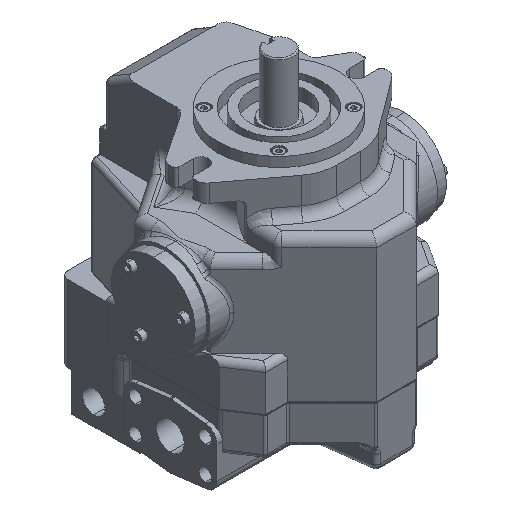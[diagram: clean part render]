
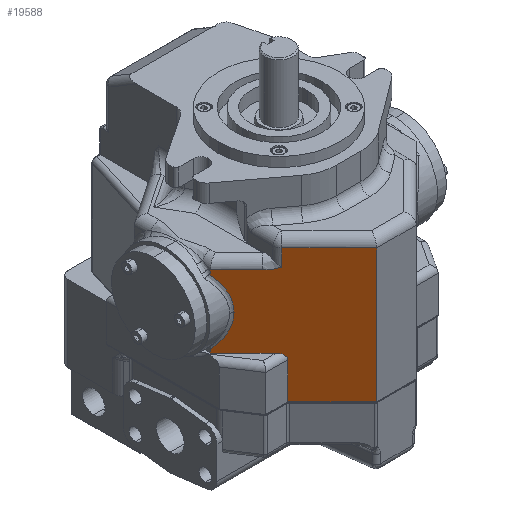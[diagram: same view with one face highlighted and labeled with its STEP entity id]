
A CAD part, isometric view. The second image highlights one B-rep face of the part: STEP entity #19588.
In plain terms, the highlighted planar face has unit normal (-0.708, -0.706, 0).
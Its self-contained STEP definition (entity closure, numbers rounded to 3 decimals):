
#233 = CARTESIAN_POINT ( 'NONE',  ( -45.749, -47.647, 60.88 ) ) ;
#613 = CARTESIAN_POINT ( 'NONE',  ( -70.328, -22.99, 45.261 ) ) ;
#680 = CARTESIAN_POINT ( 'NONE',  ( -43.652, -49.752, -5.12 ) ) ;
#994 = CARTESIAN_POINT ( 'NONE',  ( -69.978, -23.341, 46.59 ) ) ;
#1524 = VERTEX_POINT ( 'NONE', #22396 ) ;
#1607 = ORIENTED_EDGE ( 'NONE', *, *, #35976, .T. ) ;
#1631 = VECTOR ( 'NONE', #36210, 1000. ) ;
#2026 = CARTESIAN_POINT ( 'NONE',  ( -45.749, -47.647, 49.48 ) ) ;
#2267 = CARTESIAN_POINT ( 'NONE',  ( -49.974, -43.409, 47.88 ) ) ;
#2671 = B_SPLINE_CURVE_WITH_KNOTS ( 'NONE', 3,
 ( #3758, #994, #29530, #32333, #12623, #17885, #613, #18007 ),
 .UNSPECIFIED., .F., .F.,
 ( 4, 2, 2, 4 ),
 ( 0., 0.001, 0.001, 0.002 ),
 .UNSPECIFIED. ) ;
#3130 = EDGE_CURVE ( 'NONE', #17805, #10910, #26912, .T. ) ;
#3428 = PLANE ( 'NONE',  #9300 ) ;
#3758 = CARTESIAN_POINT ( 'NONE',  ( -69.978, -23.341, 46.91 ) ) ;
#3765 = LINE ( 'NONE', #29249, #29087 ) ;
#3771 = VECTOR ( 'NONE', #35367, 1000. ) ;
#3836 = CARTESIAN_POINT ( 'NONE',  ( -52.249, -41.126, 47.88 ) ) ;
#4044 = EDGE_CURVE ( 'NONE', #29862, #1524, #9246, .T. ) ;
#4046 = CARTESIAN_POINT ( 'NONE',  ( -64.749, -28.586, 7.239 ) ) ;
#4172 = VERTEX_POINT ( 'NONE', #25065 ) ;
#4230 = DIRECTION ( 'NONE',  ( 0., 0., 1. ) ) ;
#4648 = CARTESIAN_POINT ( 'NONE',  ( -64.907, -28.428, 38.947 ) ) ;
#4872 = VERTEX_POINT ( 'NONE', #13641 ) ;
#5350 = EDGE_CURVE ( 'NONE', #17805, #18410, #26052, .T. ) ;
#5412 = CARTESIAN_POINT ( 'NONE',  ( -43.652, -49.752, -5.12 ) ) ;
#5909 = ORIENTED_EDGE ( 'NONE', *, *, #30370, .T. ) ;
#5917 = EDGE_LOOP ( 'NONE', ( #8123, #25550, #11825, #25513, #34810, #18027, #1607, #7041, #26125, #18923, #5909, #24619, #15044, #14291 ) ) ;
#6917 = LINE ( 'NONE', #26847, #22264 ) ;
#7041 = ORIENTED_EDGE ( 'NONE', *, *, #33298, .F. ) ;
#7080 = DIRECTION ( 'NONE',  ( 0., 0., -1. ) ) ;
#7427 = VERTEX_POINT ( 'NONE', #27001 ) ;
#7545 = CARTESIAN_POINT ( 'NONE',  ( -61.963, -31.382, 31.185 ) ) ;
#8123 = ORIENTED_EDGE ( 'NONE', *, *, #17847, .T. ) ;
#8232 = VERTEX_POINT ( 'NONE', #11480 ) ;
#8340 = VECTOR ( 'NONE', #4230, 1000. ) ;
#8909 = CARTESIAN_POINT ( 'NONE',  ( -13.5, -80., 60.88 ) ) ;
#9246 = LINE ( 'NONE', #35353, #8340 ) ;
#9300 = AXIS2_PLACEMENT_3D ( 'NONE', #35557, #9601, #11907 ) ;
#9601 = DIRECTION ( 'NONE',  ( 0.708, 0.706, 0. ) ) ;
#9736 = LINE ( 'NONE', #13915, #1631 ) ;
#10169 = FACE_OUTER_BOUND ( 'NONE', #5917, .T. ) ;
#10367 = VERTEX_POINT ( 'NONE', #3836 ) ;
#10910 = VERTEX_POINT ( 'NONE', #31115 ) ;
#11139 = VECTOR ( 'NONE', #34513, 1000. ) ;
#11454 = VERTEX_POINT ( 'NONE', #12008 ) ;
#11480 = CARTESIAN_POINT ( 'NONE',  ( -43.652, -49.752, -30.12 ) ) ;
#11825 = ORIENTED_EDGE ( 'NONE', *, *, #18178, .T. ) ;
#11907 = DIRECTION ( 'NONE',  ( -0.706, 0.708, 0. ) ) ;
#12008 = CARTESIAN_POINT ( 'NONE',  ( -69.978, -23.341, 1.106 ) ) ;
#12181 = CARTESIAN_POINT ( 'NONE',  ( -45.303, -48.095, -1.12 ) ) ;
#12350 = DIRECTION ( 'NONE',  ( -0.706, 0.708, 0. ) ) ;
#12623 = CARTESIAN_POINT ( 'NONE',  ( -70.146, -23.173, 45.667 ) ) ;
#13077 = EDGE_CURVE ( 'NONE', #7427, #4172, #22999, .T. ) ;
#13641 = CARTESIAN_POINT ( 'NONE',  ( -45.749, -47.647, 49.48 ) ) ;
#13745 = CARTESIAN_POINT ( 'NONE',  ( -52.249, -41.126, 47.88 ) ) ;
#13915 = CARTESIAN_POINT ( 'NONE',  ( -69.978, -23.341, 47.88 ) ) ;
#14138 = VECTOR ( 'NONE', #36247, 1000. ) ;
#14291 = ORIENTED_EDGE ( 'NONE', *, *, #4044, .F. ) ;
#15044 = ORIENTED_EDGE ( 'NONE', *, *, #19363, .T. ) ;
#15107 = CARTESIAN_POINT ( 'NONE',  ( -69.978, -23.341, -30.12 ) ) ;
#16447 = VERTEX_POINT ( 'NONE', #233 ) ;
#16572 = LINE ( 'NONE', #16848, #18376 ) ;
#16848 = CARTESIAN_POINT ( 'NONE',  ( -47.5, -45.891, 60.88 ) ) ;
#17293 = EDGE_CURVE ( 'NONE', #4872, #10367, #35080, .T. ) ;
#17805 = VERTEX_POINT ( 'NONE', #29773 ) ;
#17847 = EDGE_CURVE ( 'NONE', #29862, #7427, #2671, .T. ) ;
#17885 = CARTESIAN_POINT ( 'NONE',  ( -70.258, -23.06, 45.39 ) ) ;
#17912 = CARTESIAN_POINT ( 'NONE',  ( -13.5, -80., -30.12 ) ) ;
#18007 = CARTESIAN_POINT ( 'NONE',  ( -70.41, -22.908, 45.151 ) ) ;
#18027 = ORIENTED_EDGE ( 'NONE', *, *, #5350, .T. ) ;
#18178 = EDGE_CURVE ( 'NONE', #4172, #11454, #32750, .T. ) ;
#18376 = VECTOR ( 'NONE', #30900, 1000. ) ;
#18410 = VERTEX_POINT ( 'NONE', #5412 ) ;
#18923 = ORIENTED_EDGE ( 'NONE', *, *, #28094, .T. ) ;
#18961 = VECTOR ( 'NONE', #7080, 1000. ) ;
#19363 = EDGE_CURVE ( 'NONE', #10367, #1524, #9736, .T. ) ;
#19588 = ADVANCED_FACE ( 'NONE', ( #10169 ), #3428, .F. ) ;
#19998 = VERTEX_POINT ( 'NONE', #17912 ) ;
#21215 = LINE ( 'NONE', #27027, #18961 ) ;
#21794 = LINE ( 'NONE', #26710, #14138 ) ;
#21906 = CARTESIAN_POINT ( 'NONE',  ( -70.41, -22.908, 45.151 ) ) ;
#22264 = VECTOR ( 'NONE', #32695, 1000. ) ;
#22396 = CARTESIAN_POINT ( 'NONE',  ( -69.978, -23.341, 47.88 ) ) ;
#22451 = CARTESIAN_POINT ( 'NONE',  ( -47.765, -45.625, 48.424 ) ) ;
#22999 =( BOUNDED_CURVE ( )  B_SPLINE_CURVE ( 3, ( #21906, #4648, #7545, #27856 ),
 .UNSPECIFIED., .F., .F. ) 
 B_SPLINE_CURVE_WITH_KNOTS ( ( 4, 4 ),
 ( 5.556, 6.283 ),
 .UNSPECIFIED. ) 
 CURVE ( )  GEOMETRIC_REPRESENTATION_ITEM ( )  RATIONAL_B_SPLINE_CURVE ( ( 1., 0.956, 0.956, 1. ) ) 
 REPRESENTATION_ITEM ( '' )  );
#24619 = ORIENTED_EDGE ( 'NONE', *, *, #17293, .T. ) ;
#25065 = CARTESIAN_POINT ( 'NONE',  ( -61.963, -31.382, 22.88 ) ) ;
#25513 = ORIENTED_EDGE ( 'NONE', *, *, #35893, .F. ) ;
#25550 = ORIENTED_EDGE ( 'NONE', *, *, #13077, .T. ) ;
#26052 =( BOUNDED_CURVE ( )  B_SPLINE_CURVE ( 3, ( #35317, #12181, #29204, #680 ),
 .UNSPECIFIED., .F., .F. ) 
 B_SPLINE_CURVE_WITH_KNOTS ( ( 4, 4 ),
 ( 1.571, 3.142 ),
 .UNSPECIFIED. ) 
 CURVE ( )  GEOMETRIC_REPRESENTATION_ITEM ( )  RATIONAL_B_SPLINE_CURVE ( ( 1., 0.805, 0.805, 1. ) ) 
 REPRESENTATION_ITEM ( '' )  );
#26059 = EDGE_CURVE ( 'NONE', #19998, #33219, #21794, .T. ) ;
#26125 = ORIENTED_EDGE ( 'NONE', *, *, #26059, .T. ) ;
#26710 = CARTESIAN_POINT ( 'NONE',  ( -13.5, -80., -30.12 ) ) ;
#26847 = CARTESIAN_POINT ( 'NONE',  ( -43.652, -49.752, -30.12 ) ) ;
#26912 = LINE ( 'NONE', #28763, #11139 ) ;
#26948 = CARTESIAN_POINT ( 'NONE',  ( -69.978, -23.341, 46.91 ) ) ;
#27001 = CARTESIAN_POINT ( 'NONE',  ( -70.41, -22.908, 45.151 ) ) ;
#27027 = CARTESIAN_POINT ( 'NONE',  ( -45.749, -47.647, -30.12 ) ) ;
#27507 = CARTESIAN_POINT ( 'NONE',  ( -69.978, -23.341, 1.106 ) ) ;
#27856 = CARTESIAN_POINT ( 'NONE',  ( -61.963, -31.382, 22.88 ) ) ;
#28094 = EDGE_CURVE ( 'NONE', #33219, #16447, #16572, .T. ) ;
#28763 = CARTESIAN_POINT ( 'NONE',  ( -69.978, -23.341, -1.12 ) ) ;
#29087 = VECTOR ( 'NONE', #12350, 1000. ) ;
#29204 = CARTESIAN_POINT ( 'NONE',  ( -43.652, -49.752, -2.777 ) ) ;
#29249 = CARTESIAN_POINT ( 'NONE',  ( -69.978, -23.341, -30.12 ) ) ;
#29530 = CARTESIAN_POINT ( 'NONE',  ( -70.003, -23.316, 46.272 ) ) ;
#29773 = CARTESIAN_POINT ( 'NONE',  ( -47.639, -45.752, -1.12 ) ) ;
#29862 = VERTEX_POINT ( 'NONE', #26948 ) ;
#30370 = EDGE_CURVE ( 'NONE', #16447, #4872, #21215, .T. ) ;
#30425 = CARTESIAN_POINT ( 'NONE',  ( -61.963, -31.382, 22.88 ) ) ;
#30900 = DIRECTION ( 'NONE',  ( -0.706, 0.708, 0. ) ) ;
#31115 = CARTESIAN_POINT ( 'NONE',  ( -69.978, -23.341, -1.12 ) ) ;
#32333 = CARTESIAN_POINT ( 'NONE',  ( -70.103, -23.216, 45.814 ) ) ;
#32695 = DIRECTION ( 'NONE',  ( 0., 0., -1. ) ) ;
#32750 =( BOUNDED_CURVE ( )  B_SPLINE_CURVE ( 3, ( #30425, #33484, #4046, #27507 ),
 .UNSPECIFIED., .F., .F. ) 
 B_SPLINE_CURVE_WITH_KNOTS ( ( 4, 4 ),
 ( 0., 0.708 ),
 .UNSPECIFIED. ) 
 CURVE ( )  GEOMETRIC_REPRESENTATION_ITEM ( )  RATIONAL_B_SPLINE_CURVE ( ( 1., 0.959, 0.959, 1. ) ) 
 REPRESENTATION_ITEM ( '' )  );
#33219 = VERTEX_POINT ( 'NONE', #8909 ) ;
#33298 = EDGE_CURVE ( 'NONE', #19998, #8232, #3765, .T. ) ;
#33484 = CARTESIAN_POINT ( 'NONE',  ( -61.963, -31.382, 14.81 ) ) ;
#34513 = DIRECTION ( 'NONE',  ( -0.706, 0.708, 0. ) ) ;
#34537 = LINE ( 'NONE', #15107, #3771 ) ;
#34810 = ORIENTED_EDGE ( 'NONE', *, *, #3130, .F. ) ;
#35080 =( BOUNDED_CURVE ( )  B_SPLINE_CURVE ( 3, ( #2026, #22451, #2267, #13745 ),
 .UNSPECIFIED., .F., .F. ) 
 B_SPLINE_CURVE_WITH_KNOTS ( ( 4, 4 ),
 ( 4.23, 4.712 ),
 .UNSPECIFIED. ) 
 CURVE ( )  GEOMETRIC_REPRESENTATION_ITEM ( )  RATIONAL_B_SPLINE_CURVE ( ( 1., 0.981, 0.981, 1. ) ) 
 REPRESENTATION_ITEM ( '' )  );
#35317 = CARTESIAN_POINT ( 'NONE',  ( -47.639, -45.752, -1.12 ) ) ;
#35353 = CARTESIAN_POINT ( 'NONE',  ( -69.978, -23.341, -30.12 ) ) ;
#35367 = DIRECTION ( 'NONE',  ( 0., 0., 1. ) ) ;
#35557 = CARTESIAN_POINT ( 'NONE',  ( -69.978, -23.341, -30.12 ) ) ;
#35893 = EDGE_CURVE ( 'NONE', #10910, #11454, #34537, .T. ) ;
#35976 = EDGE_CURVE ( 'NONE', #18410, #8232, #6917, .T. ) ;
#36210 = DIRECTION ( 'NONE',  ( -0.706, 0.708, 0. ) ) ;
#36247 = DIRECTION ( 'NONE',  ( 0., 0., 1. ) ) ;
